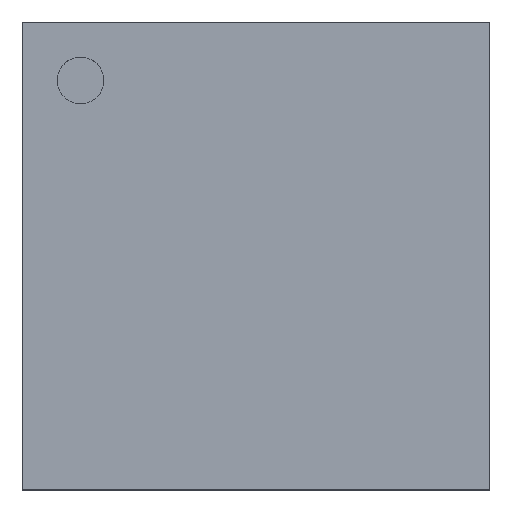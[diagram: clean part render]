
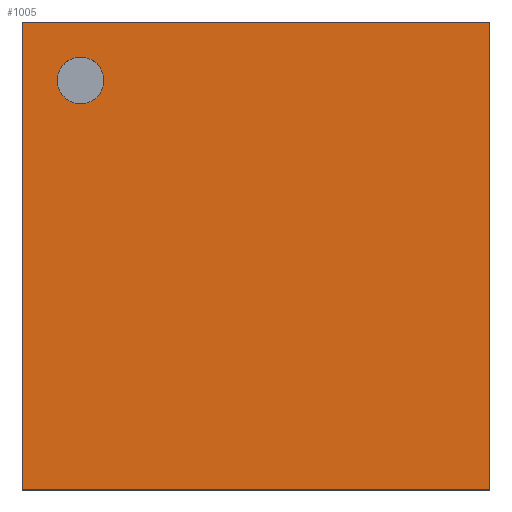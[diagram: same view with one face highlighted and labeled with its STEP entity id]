
A CAD part, top view. The second image highlights one B-rep face of the part: STEP entity #1005.
In plain terms, the highlighted planar face has unit normal (0, 0, 1).
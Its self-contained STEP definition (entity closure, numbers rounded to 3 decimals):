
#50=PLANE('',#1062);
#65=LINE('',#1290,#152);
#108=LINE('',#1383,#195);
#137=LINE('',#1460,#224);
#138=LINE('',#1462,#225);
#152=VECTOR('',#1089,1000.);
#195=VECTOR('',#1156,1000.);
#224=VECTOR('',#1249,1000.);
#225=VECTOR('',#1252,1000.);
#422=ORIENTED_EDGE('',*,*,#526,.F.);
#423=ORIENTED_EDGE('',*,*,#492,.T.);
#424=ORIENTED_EDGE('',*,*,#527,.T.);
#425=ORIENTED_EDGE('',*,*,#443,.T.);
#426=ORIENTED_EDGE('',*,*,#528,.T.);
#443=EDGE_CURVE('',#543,#542,#65,.T.);
#492=EDGE_CURVE('',#581,#580,#108,.T.);
#526=EDGE_CURVE('',#596,#596,#610,.T.);
#527=EDGE_CURVE('',#580,#543,#137,.T.);
#528=EDGE_CURVE('',#542,#581,#138,.T.);
#542=VERTEX_POINT('',#1289);
#543=VERTEX_POINT('',#1291);
#580=VERTEX_POINT('',#1382);
#581=VERTEX_POINT('',#1384);
#596=VERTEX_POINT('',#1458);
#610=CIRCLE('',#1059,0.1);
#649=EDGE_LOOP('',(#422));
#650=EDGE_LOOP('',(#423,#424,#425,#426));
#690=FACE_BOUND('',#649,.T.);
#691=FACE_BOUND('',#650,.T.);
#1005=ADVANCED_FACE('',(#690,#691),#50,.F.);
#1059=AXIS2_PLACEMENT_3D('',#1457,#1245,#1246);
#1062=AXIS2_PLACEMENT_3D('',#1463,#1253,#1254);
#1089=DIRECTION('',(0.,-1.,0.));
#1156=DIRECTION('',(0.,1.,0.));
#1245=DIRECTION('',(0.,0.,1.));
#1246=DIRECTION('',(1.,0.,0.));
#1249=DIRECTION('',(-1.,0.,0.));
#1252=DIRECTION('',(1.,0.,0.));
#1253=DIRECTION('',(0.,0.,-1.));
#1254=DIRECTION('',(-1.,0.,0.));
#1289=CARTESIAN_POINT('',(-1.,-1.,0.5));
#1290=CARTESIAN_POINT('',(-1.,-1.,0.5));
#1291=CARTESIAN_POINT('',(-1.,1.,0.5));
#1382=CARTESIAN_POINT('',(1.,1.,0.5));
#1383=CARTESIAN_POINT('',(1.,-1.,0.5));
#1384=CARTESIAN_POINT('',(1.,-1.,0.5));
#1457=CARTESIAN_POINT('',(-0.75,0.75,0.5));
#1458=CARTESIAN_POINT('',(-0.65,0.75,0.5));
#1460=CARTESIAN_POINT('',(-1.,1.,0.5));
#1462=CARTESIAN_POINT('',(-1.,-1.,0.5));
#1463=CARTESIAN_POINT('',(0.,0.,0.5));
